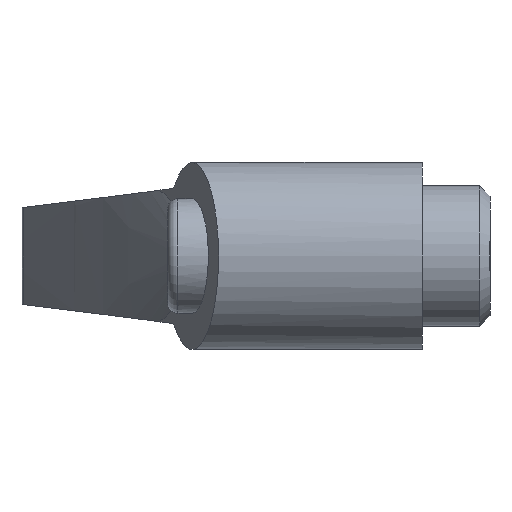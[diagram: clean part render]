
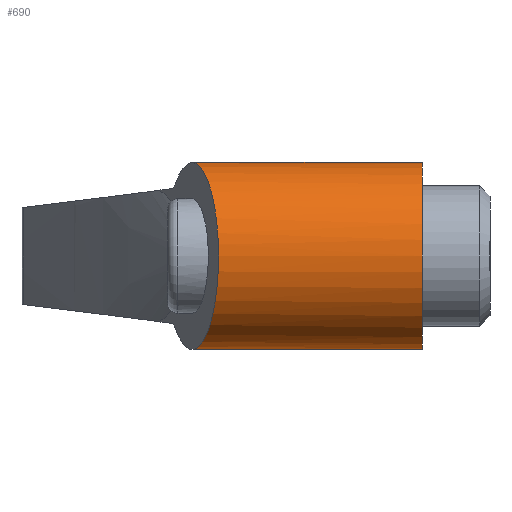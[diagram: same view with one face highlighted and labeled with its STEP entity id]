
A CAD part, left-side view. The second image highlights one B-rep face of the part: STEP entity #690.
In plain terms, the highlighted cylindrical face has radius 9 mm (diameter 18 mm), a full revolution.
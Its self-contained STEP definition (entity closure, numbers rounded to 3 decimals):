
#49=ELLIPSE('',#784,9.351,9.);
#50=ELLIPSE('',#785,9.351,9.);
#75=CYLINDRICAL_SURFACE('',#789,9.);
#104=FACE_OUTER_BOUND('',#145,.T.);
#145=EDGE_LOOP('',(#559,#560,#561,#562,#563,#564,#565,#566));
#183=LINE('',#1213,#210);
#184=LINE('',#1224,#211);
#185=LINE('',#1227,#212);
#210=VECTOR('',#970,10.);
#211=VECTOR('',#973,9.);
#212=VECTOR('',#976,10.);
#251=CIRCLE('',#790,9.);
#252=CIRCLE('',#791,9.);
#301=VERTEX_POINT('',#1154);
#302=VERTEX_POINT('',#1156);
#303=VERTEX_POINT('',#1158);
#312=VERTEX_POINT('',#1212);
#313=VERTEX_POINT('',#1223);
#314=VERTEX_POINT('',#1226);
#387=EDGE_CURVE('',#302,#301,#49,.T.);
#388=EDGE_CURVE('',#303,#302,#50,.T.);
#399=EDGE_CURVE('',#312,#303,#183,.T.);
#401=EDGE_CURVE('',#302,#313,#184,.T.);
#402=EDGE_CURVE('',#313,#313,#251,.T.);
#403=EDGE_CURVE('',#314,#301,#185,.T.);
#404=EDGE_CURVE('',#312,#314,#252,.T.);
#559=ORIENTED_EDGE('',*,*,#388,.T.);
#560=ORIENTED_EDGE('',*,*,#401,.T.);
#561=ORIENTED_EDGE('',*,*,#402,.T.);
#562=ORIENTED_EDGE('',*,*,#401,.F.);
#563=ORIENTED_EDGE('',*,*,#387,.T.);
#564=ORIENTED_EDGE('',*,*,#403,.F.);
#565=ORIENTED_EDGE('',*,*,#404,.F.);
#566=ORIENTED_EDGE('',*,*,#399,.T.);
#690=ADVANCED_FACE('',(#104),#75,.T.);
#784=AXIS2_PLACEMENT_3D('',#1157,#957,#958);
#785=AXIS2_PLACEMENT_3D('',#1159,#959,#960);
#789=AXIS2_PLACEMENT_3D('',#1222,#971,#972);
#790=AXIS2_PLACEMENT_3D('',#1225,#974,#975);
#791=AXIS2_PLACEMENT_3D('',#1228,#977,#978);
#957=DIRECTION('center_axis',(0.272,-0.962,0.));
#958=DIRECTION('ref_axis',(0.962,0.272,0.));
#959=DIRECTION('center_axis',(0.272,-0.962,0.));
#960=DIRECTION('ref_axis',(0.962,0.272,0.));
#970=DIRECTION('',(0.,1.,0.));
#971=DIRECTION('center_axis',(0.,1.,0.));
#972=DIRECTION('ref_axis',(1.,0.,0.));
#973=DIRECTION('',(0.,-1.,0.));
#974=DIRECTION('center_axis',(0.,1.,0.));
#975=DIRECTION('ref_axis',(1.,0.,0.));
#976=DIRECTION('',(0.,1.,0.));
#977=DIRECTION('center_axis',(0.,1.,0.));
#978=DIRECTION('ref_axis',(1.,0.,0.));
#1154=CARTESIAN_POINT('',(5.739,30.258,-6.933));
#1156=CARTESIAN_POINT('',(-9.,26.099,0.));
#1157=CARTESIAN_POINT('Origin',(0.,28.639,0.));
#1158=CARTESIAN_POINT('',(5.739,30.258,6.933));
#1159=CARTESIAN_POINT('Origin',(0.,28.639,0.));
#1212=CARTESIAN_POINT('',(5.739,16.6,6.933));
#1213=CARTESIAN_POINT('',(5.739,0.,6.933));
#1222=CARTESIAN_POINT('Origin',(0.,11.55,0.));
#1223=CARTESIAN_POINT('',(-9.,6.5,0.));
#1224=CARTESIAN_POINT('',(-9.,11.55,0.));
#1225=CARTESIAN_POINT('Origin',(0.,6.5,0.));
#1226=CARTESIAN_POINT('',(5.739,16.6,-6.933));
#1227=CARTESIAN_POINT('',(5.739,0.,-6.933));
#1228=CARTESIAN_POINT('Origin',(0.,16.6,0.));
